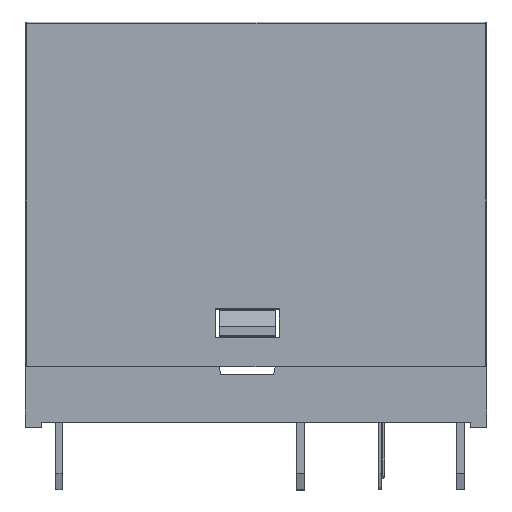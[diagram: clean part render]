
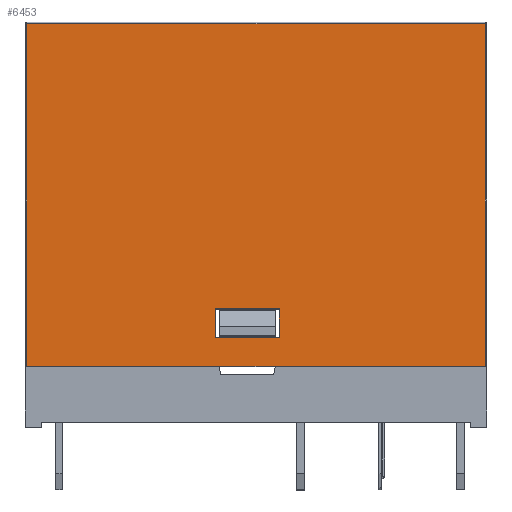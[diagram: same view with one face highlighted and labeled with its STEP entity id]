
A CAD part, top view. The second image highlights one B-rep face of the part: STEP entity #6453.
In plain terms, the highlighted face is planar.
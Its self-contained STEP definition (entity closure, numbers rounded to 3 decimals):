
#6453=ADVANCED_FACE('',(#11153,#11155),#11157,.T.);
#11153=FACE_BOUND('',#11154,.T.);
#11154=EDGE_LOOP('',(#14396,#14397,#14398,#14399));
#11155=FACE_BOUND('',#11156,.T.);
#11156=EDGE_LOOP('',(#14400,#14401,#14402,#14403));
#11157=PLANE('',#11158);
#11158=AXIS2_PLACEMENT_3D('',#11159,#11160,#11161);
#11159=CARTESIAN_POINT('',(14.4,-6.35,-10.35));
#11160=DIRECTION('',(0.,-1.,0.));
#11161=DIRECTION('',(0.,0.,-1.));
#14396=ORIENTED_EDGE('',*,*,#16036,.T.);
#14397=ORIENTED_EDGE('',*,*,#16121,.T.);
#14398=ORIENTED_EDGE('',*,*,#16122,.T.);
#14399=ORIENTED_EDGE('',*,*,#16123,.T.);
#14400=ORIENTED_EDGE('',*,*,#16077,.T.);
#14401=ORIENTED_EDGE('',*,*,#16069,.T.);
#14402=ORIENTED_EDGE('',*,*,#16079,.T.);
#14403=ORIENTED_EDGE('',*,*,#16073,.T.);
#16036=EDGE_CURVE('',#18596,#18594,#18597,.T.);
#16069=EDGE_CURVE('',#18654,#18655,#18656,.T.);
#16073=EDGE_CURVE('',#18662,#18663,#18664,.T.);
#16077=EDGE_CURVE('',#18663,#18654,#18670,.T.);
#16079=EDGE_CURVE('',#18655,#18662,#18672,.T.);
#16121=EDGE_CURVE('',#18594,#18722,#18723,.T.);
#16122=EDGE_CURVE('',#18722,#18724,#18725,.T.);
#16123=EDGE_CURVE('',#18724,#18596,#18726,.T.);
#18594=VERTEX_POINT('',#25020);
#18596=VERTEX_POINT('',#25025);
#18597=LINE('',#25026,#25027);
#18654=VERTEX_POINT('',#25151);
#18655=VERTEX_POINT('',#25152);
#18656=LINE('',#25153,#25154);
#18662=VERTEX_POINT('',#25167);
#18663=VERTEX_POINT('',#25168);
#18664=LINE('',#25169,#25170);
#18670=LINE('',#25183,#25184);
#18672=LINE('',#25189,#25190);
#18722=VERTEX_POINT('',#25325);
#18723=LINE('',#25326,#25327);
#18724=VERTEX_POINT('',#25329);
#18725=LINE('',#25330,#25331);
#18726=LINE('',#25333,#25334);
#25020=CARTESIAN_POINT('',(14.3,-6.35,-10.35));
#25025=CARTESIAN_POINT('',(-14.3,-6.35,-10.35));
#25026=CARTESIAN_POINT('',(-14.3,-6.35,-10.35));
#25027=VECTOR('',#25028,1.);
#25028=DIRECTION('',(1.,0.,0.));
#25151=CARTESIAN_POINT('',(1.45,-6.35,-8.55));
#25152=CARTESIAN_POINT('',(-2.55,-6.35,-8.55));
#25153=CARTESIAN_POINT('',(1.45,-6.35,-8.55));
#25154=VECTOR('',#25155,1.);
#25155=DIRECTION('',(-1.,0.,0.));
#25167=CARTESIAN_POINT('',(-2.55,-6.35,-6.75));
#25168=CARTESIAN_POINT('',(1.45,-6.35,-6.75));
#25169=CARTESIAN_POINT('',(-2.55,-6.35,-6.75));
#25170=VECTOR('',#25171,1.);
#25171=DIRECTION('',(1.,0.,0.));
#25183=CARTESIAN_POINT('',(1.45,-6.35,-6.75));
#25184=VECTOR('',#25185,1.);
#25185=DIRECTION('',(0.,0.,-1.));
#25189=CARTESIAN_POINT('',(-2.55,-6.35,-8.55));
#25190=VECTOR('',#25191,1.);
#25191=DIRECTION('',(0.,0.,1.));
#25325=CARTESIAN_POINT('',(14.3,-6.35,11.05));
#25326=CARTESIAN_POINT('',(14.3,-6.35,-10.35));
#25327=VECTOR('',#25328,1.);
#25328=DIRECTION('',(0.,0.,1.));
#25329=CARTESIAN_POINT('',(-14.3,-6.35,11.05));
#25330=CARTESIAN_POINT('',(14.3,-6.35,11.05));
#25331=VECTOR('',#25332,1.);
#25332=DIRECTION('',(-1.,0.,0.));
#25333=CARTESIAN_POINT('',(-14.3,-6.35,11.05));
#25334=VECTOR('',#25335,1.);
#25335=DIRECTION('',(0.,0.,-1.));
